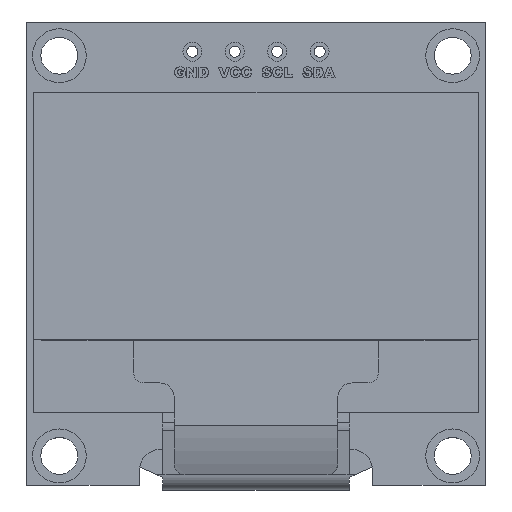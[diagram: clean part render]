
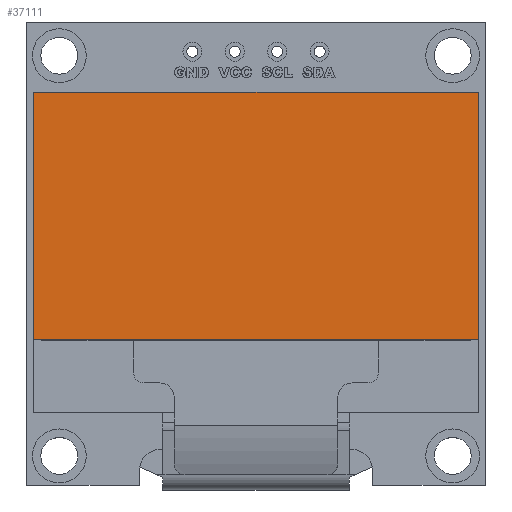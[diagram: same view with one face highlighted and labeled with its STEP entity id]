
A CAD part, top view. The second image highlights one B-rep face of the part: STEP entity #37111.
In plain terms, the highlighted planar face has unit normal (0, 0, 1).
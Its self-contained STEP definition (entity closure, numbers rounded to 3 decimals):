
#1950=LINE('',#58829,#4686);
#1958=LINE('',#58846,#4694);
#1962=LINE('',#58854,#4698);
#1963=LINE('',#58855,#4699);
#4686=VECTOR('',#42237,1000.);
#4694=VECTOR('',#42247,1000.);
#4698=VECTOR('',#42253,1000.);
#4699=VECTOR('',#42254,1000.);
#10181=ORIENTED_EDGE('',*,*,#15695,.F.);
#10182=ORIENTED_EDGE('',*,*,#15683,.F.);
#10183=ORIENTED_EDGE('',*,*,#15696,.F.);
#10184=ORIENTED_EDGE('',*,*,#15691,.F.);
#15683=EDGE_CURVE('',#18812,#18813,#1950,.T.);
#15691=EDGE_CURVE('',#18820,#18821,#1958,.T.);
#15695=EDGE_CURVE('',#18813,#18820,#1962,.T.);
#15696=EDGE_CURVE('',#18821,#18812,#1963,.T.);
#18812=VERTEX_POINT('',#58828);
#18813=VERTEX_POINT('',#58830);
#18820=VERTEX_POINT('',#58845);
#18821=VERTEX_POINT('',#58847);
#21869=EDGE_LOOP('',(#10181,#10182,#10183,#10184));
#23626=FACE_BOUND('',#21869,.T.);
#25029=PLANE('',#38595);
#37111=ADVANCED_FACE('',(#23626),#25029,.F.);
#38595=AXIS2_PLACEMENT_3D('',#58853,#42251,#42252);
#42237=DIRECTION('',(0.,-1.,0.));
#42247=DIRECTION('',(0.,1.,0.));
#42251=DIRECTION('',(0.,0.,-1.));
#42252=DIRECTION('',(-1.,0.,0.));
#42253=DIRECTION('',(-1.,0.,0.));
#42254=DIRECTION('',(1.,0.,0.));
#58828=CARTESIAN_POINT('',(13.322,9.601,1.575));
#58829=CARTESIAN_POINT('',(13.322,9.601,1.575));
#58830=CARTESIAN_POINT('',(13.322,-5.207,1.575));
#58845=CARTESIAN_POINT('',(-13.322,-5.207,1.575));
#58846=CARTESIAN_POINT('',(-13.322,-9.601,1.575));
#58847=CARTESIAN_POINT('',(-13.322,9.601,1.575));
#58853=CARTESIAN_POINT('',(0.,0.,1.575));
#58854=CARTESIAN_POINT('',(13.322,-5.207,1.575));
#58855=CARTESIAN_POINT('',(-13.322,9.601,1.575));
